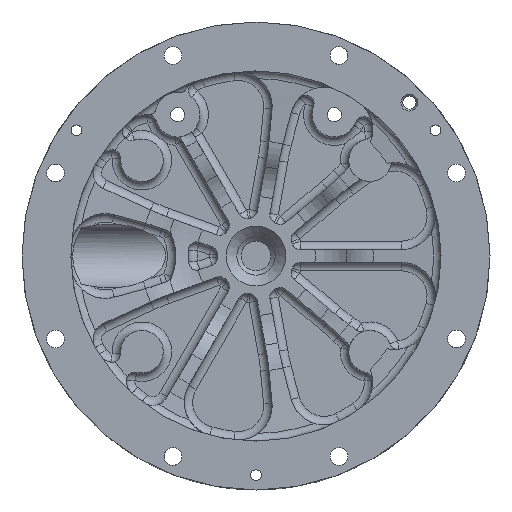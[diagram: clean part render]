
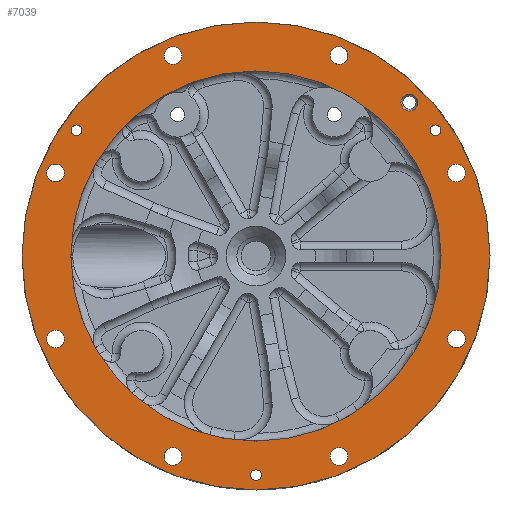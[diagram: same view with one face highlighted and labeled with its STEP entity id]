
A CAD part, front view. The second image highlights one B-rep face of the part: STEP entity #7039.
In plain terms, the highlighted planar face has unit normal (0, -1, 0).
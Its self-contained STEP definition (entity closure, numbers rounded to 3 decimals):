
#60=FACE_BOUND('',#1914,.T.);
#61=FACE_BOUND('',#1915,.T.);
#62=FACE_BOUND('',#1916,.T.);
#63=FACE_BOUND('',#1917,.T.);
#64=FACE_BOUND('',#1918,.T.);
#65=FACE_BOUND('',#1919,.T.);
#66=FACE_BOUND('',#1920,.T.);
#67=FACE_BOUND('',#1921,.T.);
#68=FACE_BOUND('',#1922,.T.);
#69=FACE_BOUND('',#1923,.T.);
#70=FACE_BOUND('',#1924,.T.);
#71=FACE_BOUND('',#1925,.T.);
#72=FACE_BOUND('',#1926,.T.);
#176=PLANE('',#8011);
#1469=FACE_OUTER_BOUND('',#1913,.T.);
#1913=EDGE_LOOP('',(#6442));
#1914=EDGE_LOOP('',(#6443));
#1915=EDGE_LOOP('',(#6444));
#1916=EDGE_LOOP('',(#6445));
#1917=EDGE_LOOP('',(#6446));
#1918=EDGE_LOOP('',(#6447));
#1919=EDGE_LOOP('',(#6448));
#1920=EDGE_LOOP('',(#6449));
#1921=EDGE_LOOP('',(#6450));
#1922=EDGE_LOOP('',(#6451));
#1923=EDGE_LOOP('',(#6452));
#1924=EDGE_LOOP('',(#6453));
#1925=EDGE_LOOP('',(#6454));
#1926=EDGE_LOOP('',(#6455));
#2008=CIRCLE('',#7172,43.5);
#2342=CIRCLE('',#7713,2.1);
#2346=CIRCLE('',#7719,2.1);
#2357=CIRCLE('',#7733,2.1);
#2361=CIRCLE('',#7739,2.1);
#2365=CIRCLE('',#7745,2.1);
#2377=CIRCLE('',#7760,2.1);
#2380=CIRCLE('',#7765,2.1);
#2384=CIRCLE('',#7771,2.1);
#2390=CIRCLE('',#7779,55.);
#2394=CIRCLE('',#7791,2.);
#2416=CIRCLE('',#7831,1.265);
#2417=CIRCLE('',#7833,1.265);
#2418=CIRCLE('',#7835,1.265);
#2742=VERTEX_POINT('',#10731);
#3152=VERTEX_POINT('',#12788);
#3155=VERTEX_POINT('',#12798);
#3167=VERTEX_POINT('',#12827);
#3170=VERTEX_POINT('',#12837);
#3173=VERTEX_POINT('',#12847);
#3186=VERTEX_POINT('',#12878);
#3188=VERTEX_POINT('',#12886);
#3191=VERTEX_POINT('',#12896);
#3203=VERTEX_POINT('',#12924);
#3217=VERTEX_POINT('',#12981);
#3235=VERTEX_POINT('',#13055);
#3236=VERTEX_POINT('',#13059);
#3237=VERTEX_POINT('',#13063);
#3442=EDGE_CURVE('',#2742,#2742,#2008,.T.);
#4061=EDGE_CURVE('',#3152,#3152,#2342,.T.);
#4066=EDGE_CURVE('',#3155,#3155,#2346,.T.);
#4080=EDGE_CURVE('',#3167,#3167,#2357,.T.);
#4085=EDGE_CURVE('',#3170,#3170,#2361,.T.);
#4090=EDGE_CURVE('',#3173,#3173,#2365,.T.);
#4105=EDGE_CURVE('',#3186,#3186,#2377,.T.);
#4109=EDGE_CURVE('',#3188,#3188,#2380,.T.);
#4114=EDGE_CURVE('',#3191,#3191,#2384,.T.);
#4128=EDGE_CURVE('',#3203,#3203,#2390,.T.);
#4153=EDGE_CURVE('',#3217,#3217,#2394,.T.);
#4188=EDGE_CURVE('',#3235,#3235,#2416,.T.);
#4190=EDGE_CURVE('',#3236,#3236,#2417,.T.);
#4192=EDGE_CURVE('',#3237,#3237,#2418,.T.);
#6442=ORIENTED_EDGE('',*,*,#4128,.F.);
#6443=ORIENTED_EDGE('',*,*,#4153,.T.);
#6444=ORIENTED_EDGE('',*,*,#4105,.F.);
#6445=ORIENTED_EDGE('',*,*,#4090,.F.);
#6446=ORIENTED_EDGE('',*,*,#4085,.F.);
#6447=ORIENTED_EDGE('',*,*,#4080,.F.);
#6448=ORIENTED_EDGE('',*,*,#4066,.F.);
#6449=ORIENTED_EDGE('',*,*,#4061,.F.);
#6450=ORIENTED_EDGE('',*,*,#4114,.F.);
#6451=ORIENTED_EDGE('',*,*,#4109,.F.);
#6452=ORIENTED_EDGE('',*,*,#4188,.T.);
#6453=ORIENTED_EDGE('',*,*,#4190,.T.);
#6454=ORIENTED_EDGE('',*,*,#4192,.T.);
#6455=ORIENTED_EDGE('',*,*,#3442,.T.);
#7039=ADVANCED_FACE('',(#1469,#60,#61,#62,#63,#64,#65,#66,#67,#68,#69,#70,
#71,#72),#176,.F.);
#7172=AXIS2_PLACEMENT_3D('',#10733,#8274,#8275);
#7713=AXIS2_PLACEMENT_3D('',#12790,#9529,#9530);
#7719=AXIS2_PLACEMENT_3D('',#12800,#9542,#9543);
#7733=AXIS2_PLACEMENT_3D('',#12829,#9573,#9574);
#7739=AXIS2_PLACEMENT_3D('',#12839,#9586,#9587);
#7745=AXIS2_PLACEMENT_3D('',#12849,#9599,#9600);
#7760=AXIS2_PLACEMENT_3D('',#12880,#9632,#9633);
#7765=AXIS2_PLACEMENT_3D('',#12888,#9643,#9644);
#7771=AXIS2_PLACEMENT_3D('',#12898,#9656,#9657);
#7779=AXIS2_PLACEMENT_3D('',#12926,#9680,#9681);
#7791=AXIS2_PLACEMENT_3D('',#12983,#9720,#9721);
#7831=AXIS2_PLACEMENT_3D('',#13056,#9812,#9813);
#7833=AXIS2_PLACEMENT_3D('',#13060,#9817,#9818);
#7835=AXIS2_PLACEMENT_3D('',#13064,#9822,#9823);
#8011=AXIS2_PLACEMENT_3D('',#13899,#10231,#10232);
#8274=DIRECTION('center_axis',(0.,1.,0.));
#8275=DIRECTION('ref_axis',(-1.,0.,0.));
#9529=DIRECTION('center_axis',(0.,-1.,0.));
#9530=DIRECTION('ref_axis',(1.,0.,0.));
#9542=DIRECTION('center_axis',(0.,-1.,0.));
#9543=DIRECTION('ref_axis',(0.707,0.,-0.707));
#9573=DIRECTION('center_axis',(0.,-1.,0.));
#9574=DIRECTION('ref_axis',(0.,0.,-1.));
#9586=DIRECTION('center_axis',(0.,-1.,0.));
#9587=DIRECTION('ref_axis',(-0.707,0.,-0.707));
#9599=DIRECTION('center_axis',(0.,-1.,0.));
#9600=DIRECTION('ref_axis',(-1.,0.,0.));
#9632=DIRECTION('center_axis',(0.,-1.,0.));
#9633=DIRECTION('ref_axis',(-0.707,0.,0.707));
#9643=DIRECTION('center_axis',(0.,-1.,0.));
#9644=DIRECTION('ref_axis',(0.,0.,1.));
#9656=DIRECTION('center_axis',(0.,-1.,0.));
#9657=DIRECTION('ref_axis',(0.707,0.,0.707));
#9680=DIRECTION('center_axis',(0.,1.,0.));
#9681=DIRECTION('ref_axis',(1.,0.,0.));
#9720=DIRECTION('center_axis',(0.,1.,0.));
#9721=DIRECTION('ref_axis',(0.,0.,-1.));
#9812=DIRECTION('center_axis',(0.,1.,0.));
#9813=DIRECTION('ref_axis',(0.,0.,-1.));
#9817=DIRECTION('center_axis',(0.,1.,0.));
#9818=DIRECTION('ref_axis',(0.,0.,-1.));
#9822=DIRECTION('center_axis',(0.,1.,0.));
#9823=DIRECTION('ref_axis',(0.,0.,-1.));
#10231=DIRECTION('center_axis',(0.,1.,0.));
#10232=DIRECTION('ref_axis',(0.,0.,1.));
#10731=CARTESIAN_POINT('',(43.5,0.,0.));
#10733=CARTESIAN_POINT('Origin',(0.,0.,0.));
#12788=CARTESIAN_POINT('',(-21.617,0.,47.118));
#12790=CARTESIAN_POINT('Origin',(-19.517,0.,47.118));
#12798=CARTESIAN_POINT('',(18.032,0.,48.603));
#12800=CARTESIAN_POINT('Origin',(19.517,0.,47.118));
#12827=CARTESIAN_POINT('',(47.118,0.,21.617));
#12829=CARTESIAN_POINT('Origin',(47.118,0.,19.517));
#12837=CARTESIAN_POINT('',(48.603,0.,-18.032));
#12839=CARTESIAN_POINT('Origin',(47.118,0.,-19.517));
#12847=CARTESIAN_POINT('',(21.617,0.,-47.118));
#12849=CARTESIAN_POINT('Origin',(19.517,0.,-47.118));
#12878=CARTESIAN_POINT('',(-18.032,0.,-48.603));
#12880=CARTESIAN_POINT('Origin',(-19.517,0.,-47.118));
#12886=CARTESIAN_POINT('',(-47.118,0.,-21.617));
#12888=CARTESIAN_POINT('Origin',(-47.118,0.,-19.517));
#12896=CARTESIAN_POINT('',(-48.603,0.,18.032));
#12898=CARTESIAN_POINT('Origin',(-47.118,0.,19.517));
#12924=CARTESIAN_POINT('',(-55.,0.,0.));
#12926=CARTESIAN_POINT('Origin',(0.,0.,0.));
#12981=CARTESIAN_POINT('',(36.062,0.,38.062));
#12983=CARTESIAN_POINT('Origin',(36.062,0.,36.062));
#13055=CARTESIAN_POINT('',(-42.186,0.,30.804));
#13056=CARTESIAN_POINT('Origin',(-42.186,0.,29.539));
#13059=CARTESIAN_POINT('',(42.186,0.,30.804));
#13060=CARTESIAN_POINT('Origin',(42.186,0.,29.539));
#13063=CARTESIAN_POINT('',(0.,0.,-50.236));
#13064=CARTESIAN_POINT('Origin',(0.,0.,-51.5));
#13899=CARTESIAN_POINT('Origin',(0.,0.,0.));
